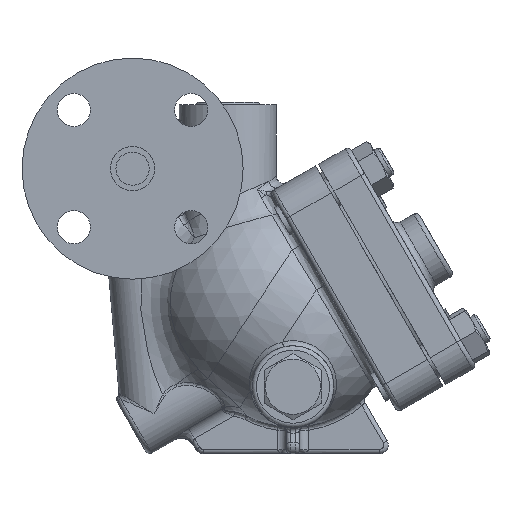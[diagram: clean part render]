
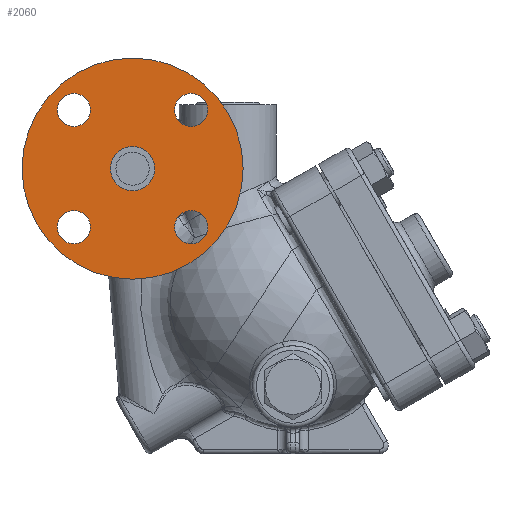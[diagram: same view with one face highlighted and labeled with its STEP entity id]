
A CAD part, front view. The second image highlights one B-rep face of the part: STEP entity #2060.
In plain terms, the highlighted planar face has unit normal (0, -1, 0).
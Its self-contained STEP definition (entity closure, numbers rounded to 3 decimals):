
#764=CARTESIAN_POINT('',(-43.,-125.0,50.));
#765=VERTEX_POINT('',#764);
#766=CARTESIAN_POINT('',(-43.,-125.0,0.));
#767=DIRECTION('',(0.0,1.0,0.0));
#768=DIRECTION('',(0.0,0.0,1.0));
#769=AXIS2_PLACEMENT_3D('',#766,#767,#768);
#770=CIRCLE('',#769,50.);
#771=EDGE_CURVE('',#765,#765,#770,.T.);
#864=CARTESIAN_POINT('',(-69.517,-125.0,34.017));
#865=VERTEX_POINT('',#864);
#866=CARTESIAN_POINT('',(-69.517,-125.0,26.517));
#867=DIRECTION('',(0.0,1.0,0.0));
#868=DIRECTION('',(0.0,0.0,1.0));
#869=AXIS2_PLACEMENT_3D('',#866,#867,#868);
#870=CIRCLE('',#869,7.5);
#871=EDGE_CURVE('',#865,#865,#870,.T.);
#905=CARTESIAN_POINT('',(-77.017,-125.0,-26.517));
#906=VERTEX_POINT('',#905);
#907=CARTESIAN_POINT('',(-69.517,-125.0,-26.517));
#908=DIRECTION('',(0.0,1.0,0.0));
#909=DIRECTION('',(-1.0,0.0,0.0));
#910=AXIS2_PLACEMENT_3D('',#907,#908,#909);
#911=CIRCLE('',#910,7.5);
#912=EDGE_CURVE('',#906,#906,#911,.T.);
#946=CARTESIAN_POINT('',(-16.483,-125.0,-34.017));
#947=VERTEX_POINT('',#946);
#948=CARTESIAN_POINT('',(-16.483,-125.0,-26.517));
#949=DIRECTION('',(0.0,1.0,0.0));
#950=DIRECTION('',(0.0,0.0,-1.0));
#951=AXIS2_PLACEMENT_3D('',#948,#949,#950);
#952=CIRCLE('',#951,7.5);
#953=EDGE_CURVE('',#947,#947,#952,.T.);
#987=CARTESIAN_POINT('',(-8.983,-125.0,26.517));
#988=VERTEX_POINT('',#987);
#989=CARTESIAN_POINT('',(-16.483,-125.0,26.517));
#990=DIRECTION('',(0.0,1.0,0.0));
#991=DIRECTION('',(1.0,0.0,0.0));
#992=AXIS2_PLACEMENT_3D('',#989,#990,#991);
#993=CIRCLE('',#992,7.5);
#994=EDGE_CURVE('',#988,#988,#993,.T.);
#2022=CARTESIAN_POINT('',(-43.,-125.0,10.));
#2023=VERTEX_POINT('',#2022);
#2024=CARTESIAN_POINT('',(-43.,-125.0,0.));
#2025=DIRECTION('',(0.0,1.0,0.0));
#2026=DIRECTION('',(0.0,0.0,1.0));
#2027=AXIS2_PLACEMENT_3D('',#2024,#2025,#2026);
#2028=CIRCLE('',#2027,10.);
#2029=EDGE_CURVE('',#2023,#2023,#2028,.T.);
#2037=CARTESIAN_POINT('',(-43.,-125.0,30.));
#2038=DIRECTION('',(0.0,-1.0,0.0));
#2039=DIRECTION('',(0.0,0.0,-1.0));
#2040=AXIS2_PLACEMENT_3D('',#2037,#2038,#2039);
#2041=PLANE('',#2040);
#2042=ORIENTED_EDGE('',*,*,#771,.F.);
#2043=EDGE_LOOP('',(#2042));
#2044=FACE_OUTER_BOUND('',#2043,.T.);
#2045=ORIENTED_EDGE('',*,*,#871,.T.);
#2046=EDGE_LOOP('',(#2045));
#2047=FACE_BOUND('',#2046,.T.);
#2048=ORIENTED_EDGE('',*,*,#912,.T.);
#2049=EDGE_LOOP('',(#2048));
#2050=FACE_BOUND('',#2049,.T.);
#2051=ORIENTED_EDGE('',*,*,#953,.T.);
#2052=EDGE_LOOP('',(#2051));
#2053=FACE_BOUND('',#2052,.T.);
#2054=ORIENTED_EDGE('',*,*,#994,.T.);
#2055=EDGE_LOOP('',(#2054));
#2056=FACE_BOUND('',#2055,.T.);
#2057=ORIENTED_EDGE('',*,*,#2029,.T.);
#2058=EDGE_LOOP('',(#2057));
#2059=FACE_BOUND('',#2058,.T.);
#2060=ADVANCED_FACE('',(#2044,#2047,#2050,#2053,#2056,#2059),#2041,.T.);
